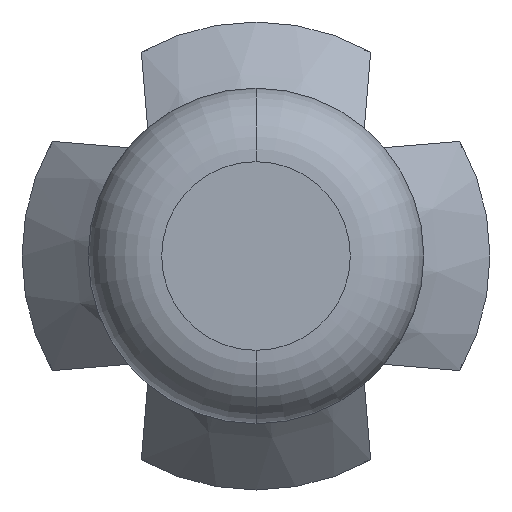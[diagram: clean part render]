
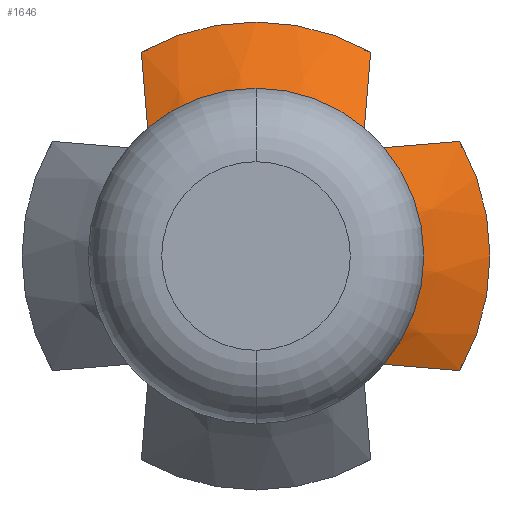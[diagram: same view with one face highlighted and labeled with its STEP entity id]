
A CAD part, front view. The second image highlights one B-rep face of the part: STEP entity #1646.
In plain terms, the highlighted conical face has half-angle 45 degrees and reference radius 0.955 mm.
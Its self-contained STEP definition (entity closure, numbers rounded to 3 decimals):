
#1 = B_SPLINE_CURVE_WITH_KNOTS ( 'NONE', 3,
 ( #1841, #3454, #220, #3084 ),
 .UNSPECIFIED., .F., .F.,
 ( 4, 4 ),
 ( 0., 0.001 ),
 .UNSPECIFIED. ) ;
#57 = B_SPLINE_CURVE_WITH_KNOTS ( 'NONE', 3,
 ( #3898, #76, #1668, #2305 ),
 .UNSPECIFIED., .F., .F.,
 ( 4, 4 ),
 ( 0., 0.001 ),
 .UNSPECIFIED. ) ;
#76 = CARTESIAN_POINT ( 'NONE',  ( -0.449, 4.287, 0.572 ) ) ;
#220 = CARTESIAN_POINT ( 'NONE',  ( 0.703, 4.403, 0.459 ) ) ;
#315 = ORIENTED_EDGE ( 'NONE', *, *, #1431, .T. ) ;
#336 = LINE ( 'NONE', #967, #1811 ) ;
#424 = VERTEX_POINT ( 'NONE', #1836 ) ;
#506 = EDGE_LOOP ( 'NONE', ( #3255, #4061, #3497, #2355, #3776, #3651, #315, #933, #1265 ) ) ;
#525 = CARTESIAN_POINT ( 'NONE',  ( 0.378, 4.1, -0.378 ) ) ;
#655 = CARTESIAN_POINT ( 'NONE',  ( 0.449, 4.287, 0.572 ) ) ;
#707 = AXIS2_PLACEMENT_3D ( 'NONE', #871, #3049, #1777 ) ;
#749 = CONICAL_SURFACE ( 'NONE', #784, 0.955, 0.785 ) ;
#784 = AXIS2_PLACEMENT_3D ( 'NONE', #1165, #2114, #1191 ) ;
#828 = CARTESIAN_POINT ( 'NONE',  ( 0.435, 4.18, -0.435 ) ) ;
#830 = EDGE_CURVE ( 'Defeature ausgef�hrt1_6+Defeature ausgef�hrt1_7+Defeature ausgef�hrt1_7+Defeature ausgef�hrt1_7', #1145, #2450, #4127, .T. ) ;
#871 = CARTESIAN_POINT ( 'NONE',  ( 0., 4.1, 0. ) ) ;
#933 = ORIENTED_EDGE ( 'NONE', *, *, #1481, .F. ) ;
#955 = CIRCLE ( 'NONE', #3203, 0.955 ) ;
#967 = CARTESIAN_POINT ( 'NONE',  ( -0.675, 4.52, 0.675 ) ) ;
#1081 = DIRECTION ( 'NONE',  ( 0., -1., 0. ) ) ;
#1145 = VERTEX_POINT ( 'NONE', #525 ) ;
#1165 = CARTESIAN_POINT ( 'NONE',  ( 0., 4.52, 0. ) ) ;
#1181 = CARTESIAN_POINT ( 'NONE',  ( 0.572, 4.287, -0.449 ) ) ;
#1191 = DIRECTION ( 'NONE',  ( -0.707, 0., 0.707 ) ) ;
#1197 = CARTESIAN_POINT ( 'NONE',  ( 0.435, 4.18, 0.435 ) ) ;
#1265 = ORIENTED_EDGE ( 'NONE', *, *, #2228, .F. ) ;
#1270 = VERTEX_POINT ( 'NONE', #3378 ) ;
#1322 = EDGE_CURVE ( 'Defeature ausgef�hrt1_12+Defeature ausgef�hrt1_7+Defeature ausgef�hrt1_13+Defeature ausgef�hrt1_16', #2579, #1872, #1, .T. ) ;
#1332 = CARTESIAN_POINT ( 'NONE',  ( 0., 4.52, 0. ) ) ;
#1380 = DIRECTION ( 'NONE',  ( 0.707, 0., -0.707 ) ) ;
#1408 = VERTEX_POINT ( 'NONE', #2873 ) ;
#1431 = EDGE_CURVE ( 'Defeature ausgef�hrt1_7+Defeature ausgef�hrt1_18+Defeature ausgef�hrt1_13+Defeature ausgef�hrt1_15', #1408, #3057, #955, .T. ) ;
#1481 = EDGE_CURVE ( 'Defeature ausgef�hrt1_15+Defeature ausgef�hrt1_7+Defeature ausgef�hrt1_14+Defeature ausgef�hrt1_18', #3363, #3057, #57, .T. ) ;
#1585 = CARTESIAN_POINT ( 'NONE',  ( 0.468, 4.52, 0.832 ) ) ;
#1646 = ADVANCED_FACE ( 'Defeature ausgef�hrt1_7', ( #4029 ), #749, .T. ) ;
#1668 = CARTESIAN_POINT ( 'NONE',  ( -0.459, 4.403, 0.703 ) ) ;
#1712 = EDGE_CURVE ( 'Defeature ausgef�hrt1_11+Defeature ausgef�hrt1_7+Defeature ausgef�hrt1_16+Defeature ausgef�hrt1_8', #1270, #424, #3809, .T. ) ;
#1777 = DIRECTION ( 'NONE',  ( 0.707, 0., -0.707 ) ) ;
#1783 = EDGE_CURVE ( 'NONE', #1145, #424, #1964, .T. ) ;
#1811 = VECTOR ( 'NONE', #4176, 1000. ) ;
#1836 = CARTESIAN_POINT ( 'NONE',  ( 0.435, 4.18, -0.435 ) ) ;
#1841 = CARTESIAN_POINT ( 'NONE',  ( 0.435, 4.18, 0.435 ) ) ;
#1872 = VERTEX_POINT ( 'NONE', #2884 ) ;
#1924 = EDGE_CURVE ( 'Defeature ausgef�hrt1_7+Defeature ausgef�hrt1_16+Defeature ausgef�hrt1_11+Defeature ausgef�hrt1_12', #1270, #1872, #3408, .T. ) ;
#1939 = DIRECTION ( 'NONE',  ( 0.5, 0.707, -0.5 ) ) ;
#1964 = LINE ( 'NONE', #4180, #2016 ) ;
#2016 = VECTOR ( 'NONE', #1939, 1000. ) ;
#2114 = DIRECTION ( 'NONE',  ( 0., 1., 0. ) ) ;
#2228 = EDGE_CURVE ( 'NONE', #2450, #3363, #336, .T. ) ;
#2292 = DIRECTION ( 'NONE',  ( 0.707, 0., -0.707 ) ) ;
#2305 = CARTESIAN_POINT ( 'NONE',  ( -0.468, 4.52, 0.832 ) ) ;
#2355 = ORIENTED_EDGE ( 'NONE', *, *, #1924, .T. ) ;
#2436 = CARTESIAN_POINT ( 'NONE',  ( 0.832, 4.52, -0.468 ) ) ;
#2450 = VERTEX_POINT ( 'NONE', #4054 ) ;
#2503 = CARTESIAN_POINT ( 'NONE',  ( 0.435, 4.18, 0.435 ) ) ;
#2579 = VERTEX_POINT ( 'NONE', #1197 ) ;
#2640 = CARTESIAN_POINT ( 'NONE',  ( 0., 4.52, 0. ) ) ;
#2652 = EDGE_CURVE ( 'Defeature ausgef�hrt1_13+Defeature ausgef�hrt1_7+Defeature ausgef�hrt1_18+Defeature ausgef�hrt1_12', #1408, #2579, #3689, .T. ) ;
#2753 = CARTESIAN_POINT ( 'NONE',  ( 0.703, 4.403, -0.459 ) ) ;
#2873 = CARTESIAN_POINT ( 'NONE',  ( 0.468, 4.52, 0.832 ) ) ;
#2884 = CARTESIAN_POINT ( 'NONE',  ( 0.832, 4.52, 0.468 ) ) ;
#3049 = DIRECTION ( 'NONE',  ( 0., -1., 0. ) ) ;
#3057 = VERTEX_POINT ( 'NONE', #3857 ) ;
#3084 = CARTESIAN_POINT ( 'NONE',  ( 0.832, 4.52, 0.468 ) ) ;
#3199 = CARTESIAN_POINT ( 'NONE',  ( -0.435, 4.18, 0.435 ) ) ;
#3203 = AXIS2_PLACEMENT_3D ( 'NONE', #1332, #3566, #2292 ) ;
#3255 = ORIENTED_EDGE ( 'NONE', *, *, #830, .F. ) ;
#3363 = VERTEX_POINT ( 'NONE', #3199 ) ;
#3378 = CARTESIAN_POINT ( 'NONE',  ( 0.832, 4.52, -0.468 ) ) ;
#3408 = CIRCLE ( 'NONE', #4004, 0.955 ) ;
#3454 = CARTESIAN_POINT ( 'NONE',  ( 0.572, 4.287, 0.449 ) ) ;
#3497 = ORIENTED_EDGE ( 'NONE', *, *, #1712, .F. ) ;
#3566 = DIRECTION ( 'NONE',  ( 0., -1., 0. ) ) ;
#3651 = ORIENTED_EDGE ( 'NONE', *, *, #2652, .F. ) ;
#3689 = B_SPLINE_CURVE_WITH_KNOTS ( 'NONE', 3,
 ( #1585, #4153, #655, #2503 ),
 .UNSPECIFIED., .F., .F.,
 ( 4, 4 ),
 ( 0., 0.001 ),
 .UNSPECIFIED. ) ;
#3776 = ORIENTED_EDGE ( 'NONE', *, *, #1322, .F. ) ;
#3809 = B_SPLINE_CURVE_WITH_KNOTS ( 'NONE', 3,
 ( #2436, #2753, #1181, #828 ),
 .UNSPECIFIED., .F., .F.,
 ( 4, 4 ),
 ( 0., 0.001 ),
 .UNSPECIFIED. ) ;
#3857 = CARTESIAN_POINT ( 'NONE',  ( -0.468, 4.52, 0.832 ) ) ;
#3898 = CARTESIAN_POINT ( 'NONE',  ( -0.435, 4.18, 0.435 ) ) ;
#4004 = AXIS2_PLACEMENT_3D ( 'NONE', #2640, #1081, #1380 ) ;
#4029 = FACE_OUTER_BOUND ( 'NONE', #506, .T. ) ;
#4054 = CARTESIAN_POINT ( 'NONE',  ( -0.378, 4.1, 0.378 ) ) ;
#4061 = ORIENTED_EDGE ( 'NONE', *, *, #1783, .T. ) ;
#4127 = CIRCLE ( 'NONE', #707, 0.535 ) ;
#4153 = CARTESIAN_POINT ( 'NONE',  ( 0.459, 4.403, 0.703 ) ) ;
#4176 = DIRECTION ( 'NONE',  ( -0.5, 0.707, 0.5 ) ) ;
#4180 = CARTESIAN_POINT ( 'NONE',  ( 0.675, 4.52, -0.675 ) ) ;
